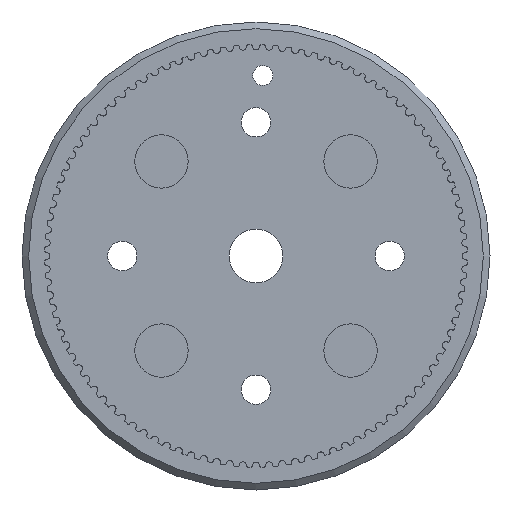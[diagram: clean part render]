
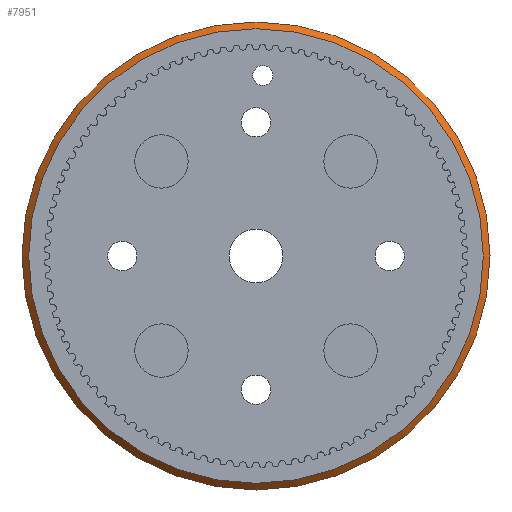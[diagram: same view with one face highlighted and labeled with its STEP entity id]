
A CAD part, left-side view. The second image highlights one B-rep face of the part: STEP entity #7951.
In plain terms, the highlighted conical face has half-angle 45 degrees and reference radius 70 mm.
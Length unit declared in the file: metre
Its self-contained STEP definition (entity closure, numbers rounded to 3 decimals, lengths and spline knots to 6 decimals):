
#20=CONICAL_SURFACE('',#9222,0.07,0.785);
#3686=ORIENTED_EDGE('',*,*,#4110,.F.);
#3687=ORIENTED_EDGE('',*,*,#4928,.F.);
#4110=EDGE_CURVE('',#5341,#5341,#6172,.T.);
#4928=EDGE_CURVE('',#5759,#5759,#6590,.T.);
#5341=VERTEX_POINT('',#12981);
#5759=VERTEX_POINT('',#14625);
#6172=CIRCLE('',#8391,0.068);
#6590=CIRCLE('',#9217,0.07);
#7043=EDGE_LOOP('',(#3686));
#7044=EDGE_LOOP('',(#3687));
#7507=FACE_BOUND('',#7043,.T.);
#7508=FACE_BOUND('',#7044,.T.);
#7951=ADVANCED_FACE('',(#7507,#7508),#20,.T.);
#8391=AXIS2_PLACEMENT_3D('',#12980,#10072,#10073);
#9217=AXIS2_PLACEMENT_3D('',#14624,#12124,#12125);
#9222=AXIS2_PLACEMENT_3D('',#14630,#12134,#12135);
#10072=DIRECTION('',(-1.,0.,0.));
#10073=DIRECTION('',(0.,0.,-1.));
#12124=DIRECTION('',(1.,0.,0.));
#12125=DIRECTION('',(0.,0.,-1.));
#12134=DIRECTION('',(1.,0.,0.));
#12135=DIRECTION('',(0.,0.,-1.));
#12980=CARTESIAN_POINT('',(0.0154,-0.022145,-0.022542));
#12981=CARTESIAN_POINT('',(0.0154,-0.022145,-0.090542));
#14624=CARTESIAN_POINT('',(0.0174,-0.022145,-0.022542));
#14625=CARTESIAN_POINT('',(0.0174,-0.022145,-0.092542));
#14630=CARTESIAN_POINT('',(0.0174,-0.022145,-0.022542));
